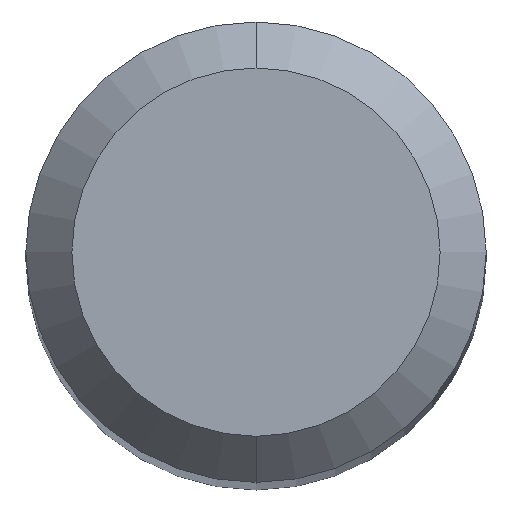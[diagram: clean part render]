
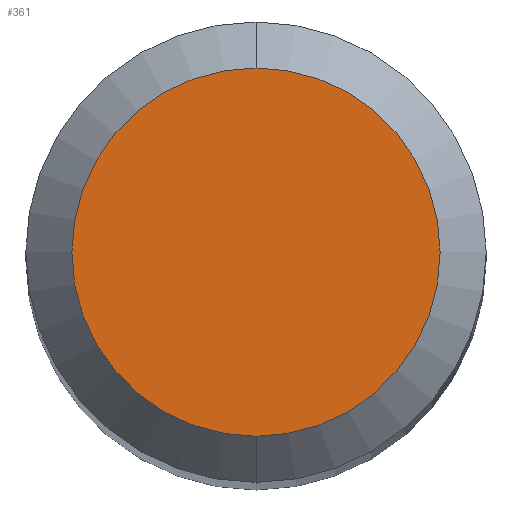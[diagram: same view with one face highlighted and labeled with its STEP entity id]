
A CAD part, top view. The second image highlights one B-rep face of the part: STEP entity #361.
In plain terms, the highlighted planar face has unit normal (0, 0, 1).
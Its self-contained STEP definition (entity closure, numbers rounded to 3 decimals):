
#187=VERTEX_POINT('',#479);
#195=EDGE_CURVE('',#395,#187,#487,.T.);
#317=EDGE_CURVE('',#187,#395,#623,.T.);
#361=ADVANCED_FACE('',(#676),#677,.T.);
#395=VERTEX_POINT('',#712);
#479=CARTESIAN_POINT('',(0.,-1.2,27.567));
#487=CIRCLE('',#854,1.2);
#623=CIRCLE('',#1128,1.2);
#676=FACE_OUTER_BOUND('',#1185,.T.);
#677=PLANE('',#1186);
#712=CARTESIAN_POINT('',(0.0,1.2,27.567));
#854=AXIS2_PLACEMENT_3D('',#1449,#1450,#1451);
#1128=AXIS2_PLACEMENT_3D('',#1599,#1600,#1601);
#1185=EDGE_LOOP('',(#1704,#1705));
#1186=AXIS2_PLACEMENT_3D('',#1706,#1707,#1708);
#1449=CARTESIAN_POINT('',(0.0,0.0,27.567));
#1450=DIRECTION('',(0.0,0.0,-1.0));
#1451=DIRECTION('',(0.0,1.0,0.0));
#1599=CARTESIAN_POINT('',(0.0,0.0,27.567));
#1600=DIRECTION('',(0.0,0.0,-1.0));
#1601=DIRECTION('',(0.0,1.0,0.0));
#1704=ORIENTED_EDGE('',*,*,#195,.F.);
#1705=ORIENTED_EDGE('',*,*,#317,.F.);
#1706=CARTESIAN_POINT('',(0.0,0.6,27.567));
#1707=DIRECTION('',(-0.0,0.0,1.0));
#1708=DIRECTION('',(0.0,-1.0,0.0));
